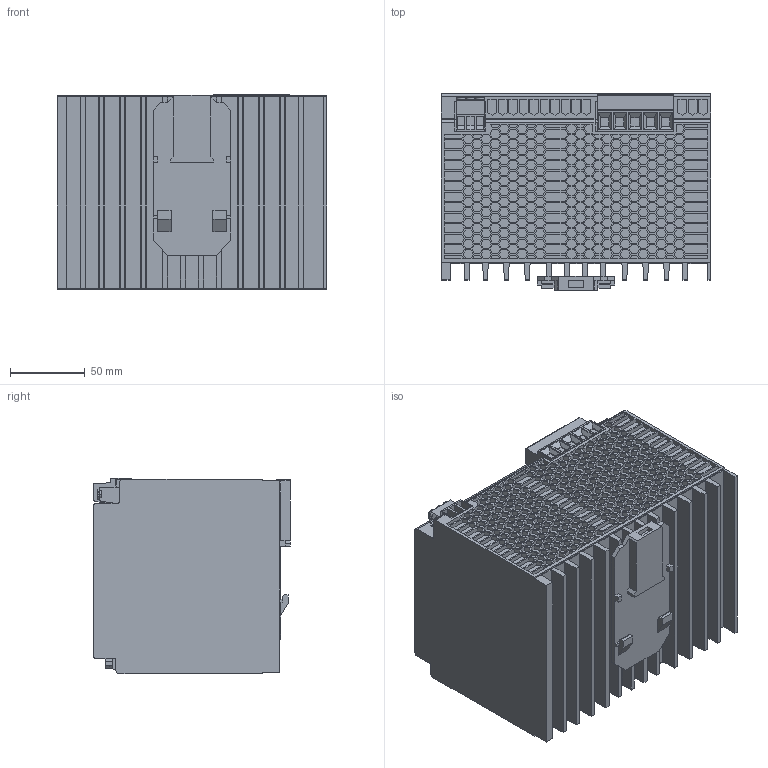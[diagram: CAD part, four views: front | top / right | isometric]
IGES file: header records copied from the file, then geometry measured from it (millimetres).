
Start section: Elysium IGES Interface
Global section: file name: 60H2866695_QUINT_PS_1AC_48DC_20-select.igs; native system: SolidDesigner 16.00A  16-Aug-2008; preprocessor: CoCreate IGES_3D V2.2; author: Unknown; organization: Unknown; date: 20110126.120024; units: millimetre
Bounding box: 180 x 131.6 x 130.62 mm (x, y, z)
Volume: 2600029.8 mm3; surface area: 216495.5 mm2
Topology: 1 solids, 1 shells, 5054 faces, 13013 edges, 8662 vertices
Faces by surface type: bspline 5054
